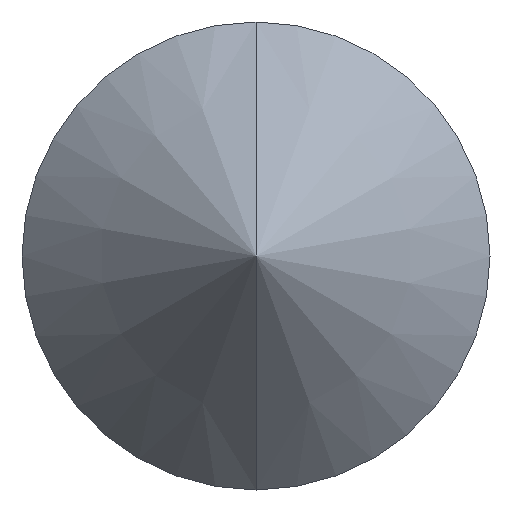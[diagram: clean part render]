
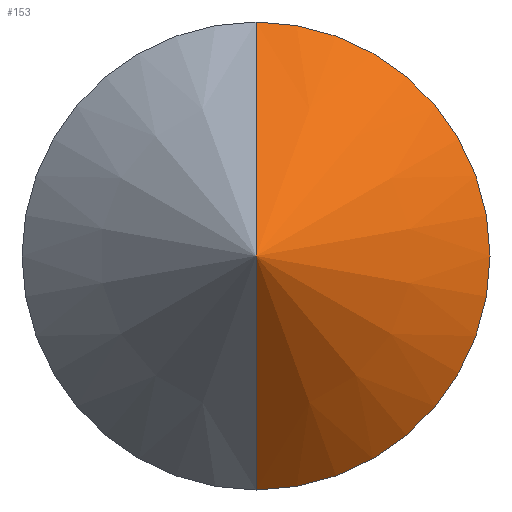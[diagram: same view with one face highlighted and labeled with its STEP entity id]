
A CAD part, front view. The second image highlights one B-rep face of the part: STEP entity #153.
In plain terms, the highlighted conical face has half-angle 45 degrees and reference radius 1000 mm.
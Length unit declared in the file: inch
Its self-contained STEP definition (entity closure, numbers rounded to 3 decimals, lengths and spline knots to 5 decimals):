
#1 = LINE ( 'NONE', #277, #168 ) ;
#18 = EDGE_LOOP ( 'NONE', ( #333, #113, #160 ) ) ;
#28 = EDGE_CURVE ( 'NONE', #57, #86, #280, .T. ) ;
#34 = DIRECTION ( 'NONE',  ( 0., -1., 0. ) ) ;
#38 = CONICAL_SURFACE ( 'NONE', #181, 39.37008, 0.785 ) ;
#39 = DIRECTION ( 'NONE',  ( 0., 0., -1. ) ) ;
#47 = DIRECTION ( 'NONE',  ( 0., 0.707, 0.707 ) ) ;
#57 = VERTEX_POINT ( 'NONE', #319 ) ;
#72 = DIRECTION ( 'NONE',  ( 0., 0., 1. ) ) ;
#86 = VERTEX_POINT ( 'NONE', #268 ) ;
#98 = CARTESIAN_POINT ( 'NONE',  ( 0., 0., 0. ) ) ;
#101 = FACE_OUTER_BOUND ( 'NONE', #18, .T. ) ;
#105 = AXIS2_PLACEMENT_3D ( 'NONE', #341, #34, #39 ) ;
#113 = ORIENTED_EDGE ( 'NONE', *, *, #28, .T. ) ;
#120 = EDGE_CURVE ( 'NONE', #57, #227, #1, .T. ) ;
#153 = ADVANCED_FACE ( 'NONE', ( #101 ), #38, .T. ) ;
#160 = ORIENTED_EDGE ( 'NONE', *, *, #293, .T. ) ;
#168 = VECTOR ( 'NONE', #47, 39.37008 ) ;
#172 = CARTESIAN_POINT ( 'NONE',  ( 0., 0.125, 0.125 ) ) ;
#180 = DIRECTION ( 'NONE',  ( 0., 0.707, -0.707 ) ) ;
#181 = AXIS2_PLACEMENT_3D ( 'NONE', #325, #270, #72 ) ;
#188 = VECTOR ( 'NONE', #180, 39.37008 ) ;
#227 = VERTEX_POINT ( 'NONE', #172 ) ;
#266 = CIRCLE ( 'NONE', #105, 0.125 ) ;
#268 = CARTESIAN_POINT ( 'NONE',  ( 0., 0.125, -0.125 ) ) ;
#270 = DIRECTION ( 'NONE',  ( 0., 1., 0. ) ) ;
#277 = CARTESIAN_POINT ( 'NONE',  ( 0., 0., 0. ) ) ;
#280 = LINE ( 'NONE', #98, #188 ) ;
#293 = EDGE_CURVE ( 'NONE', #86, #227, #266, .T. ) ;
#319 = CARTESIAN_POINT ( 'NONE',  ( 0., 0., 0. ) ) ;
#325 = CARTESIAN_POINT ( 'NONE',  ( 0., 39.37008, 0. ) ) ;
#333 = ORIENTED_EDGE ( 'NONE', *, *, #120, .F. ) ;
#341 = CARTESIAN_POINT ( 'NONE',  ( 0., 0.125, 0. ) ) ;
